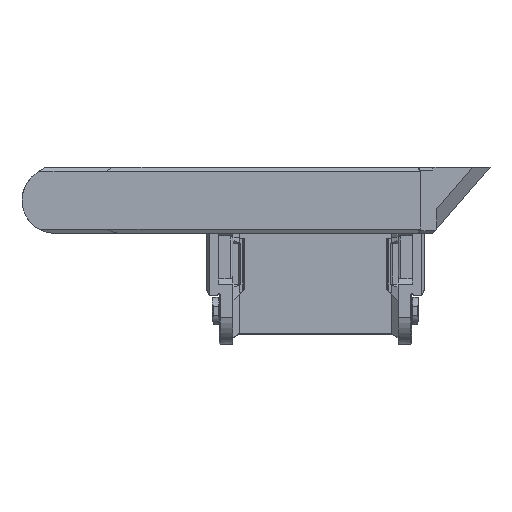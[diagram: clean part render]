
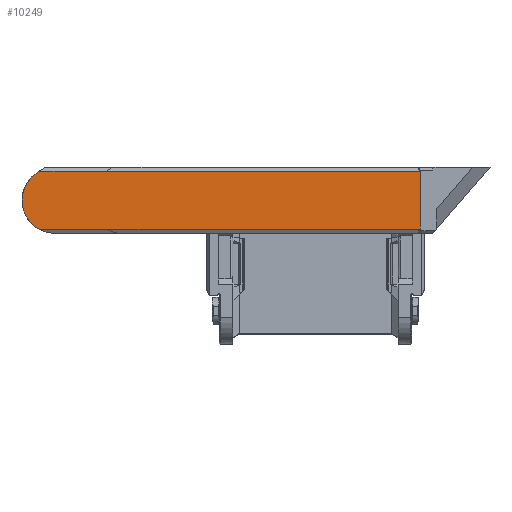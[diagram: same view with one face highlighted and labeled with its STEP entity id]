
A CAD part, left-side view. The second image highlights one B-rep face of the part: STEP entity #10249.
In plain terms, the highlighted planar face has unit normal (-1, 0, 0).
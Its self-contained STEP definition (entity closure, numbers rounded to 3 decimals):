
#769=FACE_OUTER_BOUND('',#1314,.T.);
#1314=EDGE_LOOP('',(#7897,#7898,#7899,#7900,#7901,#7902,#7903,#7904,#7905,
#7906,#7907));
#1733=CIRCLE('',#10860,5.);
#2144=LINE('',#15412,#3149);
#2145=LINE('',#15414,#3150);
#2148=LINE('',#15421,#3153);
#2151=LINE('',#15426,#3156);
#2229=LINE('',#16623,#3234);
#2233=LINE('',#16643,#3238);
#2235=LINE('',#16647,#3240);
#2377=LINE('',#17098,#3382);
#2378=LINE('',#17099,#3383);
#2379=LINE('',#17101,#3384);
#3149=VECTOR('',#12143,10.);
#3150=VECTOR('',#12144,10.);
#3153=VECTOR('',#12151,10.);
#3156=VECTOR('',#12156,10.);
#3234=VECTOR('',#12422,10.);
#3238=VECTOR('',#12446,10.);
#3240=VECTOR('',#12450,10.);
#3382=VECTOR('',#12842,10.);
#3383=VECTOR('',#12843,10.);
#3384=VECTOR('',#12846,10.);
#4172=VERTEX_POINT('',#15409);
#4173=VERTEX_POINT('',#15411);
#4174=VERTEX_POINT('',#15413);
#4175=VERTEX_POINT('',#15418);
#4176=VERTEX_POINT('',#15420);
#4177=VERTEX_POINT('',#15424);
#4330=VERTEX_POINT('',#16620);
#4331=VERTEX_POINT('',#16622);
#4334=VERTEX_POINT('',#16638);
#4335=VERTEX_POINT('',#16645);
#4443=VERTEX_POINT('',#17097);
#5316=EDGE_CURVE('',#4173,#4172,#2144,.T.);
#5317=EDGE_CURVE('',#4174,#4173,#2145,.T.);
#5321=EDGE_CURVE('',#4175,#4176,#2148,.T.);
#5324=EDGE_CURVE('',#4177,#4172,#2151,.T.);
#5516=EDGE_CURVE('',#4331,#4330,#2229,.T.);
#5524=EDGE_CURVE('',#4330,#4334,#1733,.T.);
#5526=EDGE_CURVE('',#4174,#4334,#2233,.T.);
#5528=EDGE_CURVE('',#4331,#4335,#2235,.T.);
#5720=EDGE_CURVE('',#4443,#4335,#2377,.T.);
#5721=EDGE_CURVE('',#4175,#4443,#2378,.T.);
#5722=EDGE_CURVE('',#4176,#4177,#2379,.T.);
#7897=ORIENTED_EDGE('',*,*,#5316,.T.);
#7898=ORIENTED_EDGE('',*,*,#5324,.F.);
#7899=ORIENTED_EDGE('',*,*,#5722,.F.);
#7900=ORIENTED_EDGE('',*,*,#5321,.F.);
#7901=ORIENTED_EDGE('',*,*,#5721,.T.);
#7902=ORIENTED_EDGE('',*,*,#5720,.T.);
#7903=ORIENTED_EDGE('',*,*,#5528,.F.);
#7904=ORIENTED_EDGE('',*,*,#5516,.T.);
#7905=ORIENTED_EDGE('',*,*,#5524,.T.);
#7906=ORIENTED_EDGE('',*,*,#5526,.F.);
#7907=ORIENTED_EDGE('',*,*,#5317,.T.);
#9818=PLANE('',#10989);
#10249=ADVANCED_FACE('',(#769),#9818,.F.);
#10860=AXIS2_PLACEMENT_3D('',#16640,#12440,#12441);
#10989=AXIS2_PLACEMENT_3D('',#17100,#12844,#12845);
#12143=DIRECTION('',(0.,-1.,0.));
#12144=DIRECTION('',(0.,-1.,0.));
#12151=DIRECTION('',(0.,-0.8,-0.6));
#12156=DIRECTION('',(0.,0.8,-0.6));
#12422=DIRECTION('',(0.,0.819,-0.574));
#12440=DIRECTION('center_axis',(-1.,0.,0.));
#12441=DIRECTION('ref_axis',(0.,1.,0.));
#12446=DIRECTION('',(0.,1.,0.));
#12450=DIRECTION('',(0.,-1.,0.));
#12842=DIRECTION('',(0.,1.,0.));
#12843=DIRECTION('',(0.,1.,0.));
#12844=DIRECTION('center_axis',(1.,0.,0.));
#12845=DIRECTION('ref_axis',(0.,1.,0.));
#12846=DIRECTION('',(0.,0.,-1.));
#15409=CARTESIAN_POINT('',(20.644,27.156,-71.878));
#15411=CARTESIAN_POINT('',(20.644,69.181,-71.878));
#15412=CARTESIAN_POINT('',(20.644,67.467,-71.878));
#15413=CARTESIAN_POINT('',(20.644,74.696,-71.878));
#15414=CARTESIAN_POINT('',(20.644,67.467,-71.878));
#15418=CARTESIAN_POINT('',(20.644,27.156,-63.078));
#15420=CARTESIAN_POINT('',(20.644,27.084,-63.132));
#15421=CARTESIAN_POINT('',(20.644,39.724,-53.652));
#15424=CARTESIAN_POINT('',(20.644,27.084,-71.824));
#15426=CARTESIAN_POINT('',(20.644,39.75,-81.323));
#16620=CARTESIAN_POINT('',(20.644,85.418,-63.382));
#16622=CARTESIAN_POINT('',(20.644,84.984,-63.078));
#16623=CARTESIAN_POINT('',(20.644,85.418,-63.382));
#16638=CARTESIAN_POINT('',(20.644,84.925,-71.878));
#16640=CARTESIAN_POINT('Origin',(20.644,82.55,-67.478));
#16643=CARTESIAN_POINT('',(20.644,80.157,-71.878));
#16645=CARTESIAN_POINT('',(20.644,74.755,-63.078));
#16647=CARTESIAN_POINT('',(20.644,73.084,-63.078));
#17097=CARTESIAN_POINT('',(20.644,69.287,-63.078));
#17098=CARTESIAN_POINT('',(20.644,60.32,-63.078));
#17099=CARTESIAN_POINT('',(20.644,60.32,-63.078));
#17100=CARTESIAN_POINT('Origin',(20.644,69.799,-67.53));
#17101=CARTESIAN_POINT('',(20.644,27.084,-67.504));
